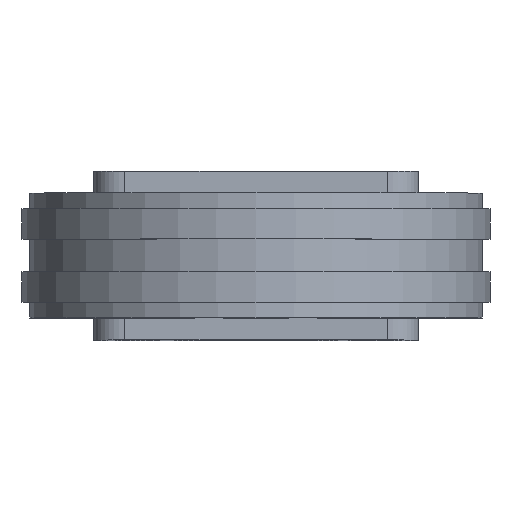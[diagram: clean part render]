
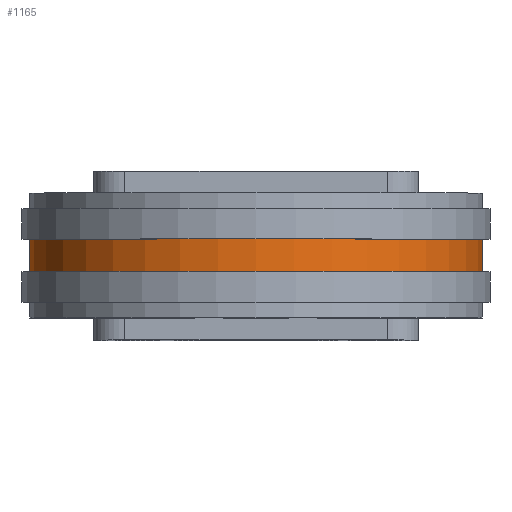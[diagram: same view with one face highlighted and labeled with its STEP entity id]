
A CAD part, top view. The second image highlights one B-rep face of the part: STEP entity #1165.
In plain terms, the highlighted cylindrical face has radius 36.3 mm (diameter 72.6 mm), a partial arc.
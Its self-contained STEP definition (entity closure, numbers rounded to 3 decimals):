
#1165=ADVANCED_FACE('',(#2612),#2613,.T.);
#2612=FACE_OUTER_BOUND('',#4309,.T.);
#2613=CYLINDRICAL_SURFACE('',#4310,36.3);
#4309=EDGE_LOOP('',(#7980,#7981,#7982,#7983));
#4310=AXIS2_PLACEMENT_3D('',#7984,#7985,#7986);
#7980=ORIENTED_EDGE('',*,*,#11152,.T.);
#7981=ORIENTED_EDGE('',*,*,#11353,.T.);
#7982=ORIENTED_EDGE('',*,*,#11141,.T.);
#7983=ORIENTED_EDGE('',*,*,#11350,.F.);
#7984=CARTESIAN_POINT('',(0.0,-13.5,66.5));
#7985=DIRECTION('',(0.0,-1.0,0.0));
#7986=DIRECTION('',(1.0,0.0,0.0));
#11141=EDGE_CURVE('',#13641,#13639,#13642,.T.);
#11152=EDGE_CURVE('',#13661,#13659,#13662,.T.);
#11350=EDGE_CURVE('',#13661,#13639,#14030,.T.);
#11353=EDGE_CURVE('',#13659,#13641,#14033,.T.);
#13639=VERTEX_POINT('',#17080);
#13641=VERTEX_POINT('',#17083);
#13642=LINE('',#17084,#17085);
#13659=VERTEX_POINT('',#17109);
#13661=VERTEX_POINT('',#17112);
#13662=LINE('',#17113,#17114);
#14030=CIRCLE('',#17591,36.3);
#14033=CIRCLE('',#17594,36.3);
#17080=CARTESIAN_POINT('',(-36.269,-16.1,68.0));
#17083=CARTESIAN_POINT('',(-36.269,-10.9,68.0));
#17084=CARTESIAN_POINT('',(-36.269,-13.5,68.0));
#17085=VECTOR('',#20216,1.0);
#17109=CARTESIAN_POINT('',(36.269,-10.9,68.0));
#17112=CARTESIAN_POINT('',(36.269,-16.1,68.0));
#17113=CARTESIAN_POINT('',(36.269,-13.5,68.0));
#17114=VECTOR('',#20228,1.0);
#17591=AXIS2_PLACEMENT_3D('',#20569,#20570,#20571);
#17594=AXIS2_PLACEMENT_3D('',#20575,#20576,#20577);
#20216=DIRECTION('',(0.0,-1.0,0.0));
#20228=DIRECTION('',(-0.0,1.0,-0.0));
#20569=CARTESIAN_POINT('',(0.0,-16.1,66.5));
#20570=DIRECTION('',(0.0,-1.0,0.0));
#20571=DIRECTION('',(1.0,0.0,0.0));
#20575=CARTESIAN_POINT('',(0.0,-10.9,66.5));
#20576=DIRECTION('',(0.0,-1.0,0.0));
#20577=DIRECTION('',(1.0,0.0,0.0));
